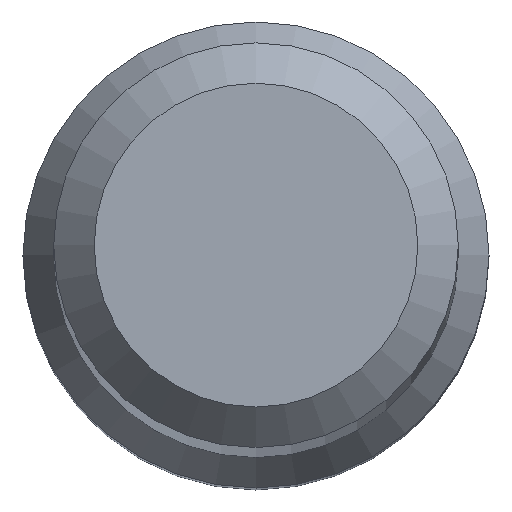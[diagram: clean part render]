
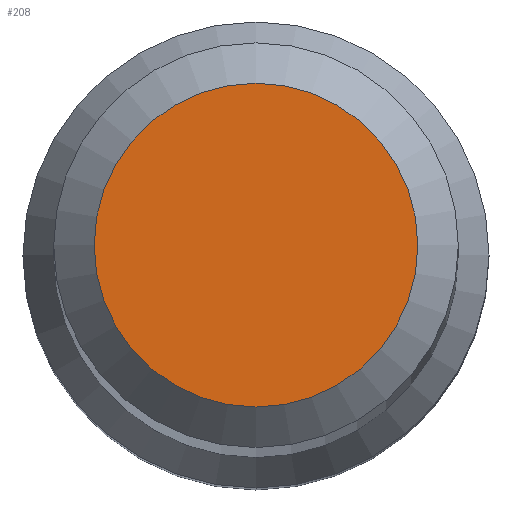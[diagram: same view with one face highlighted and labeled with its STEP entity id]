
A CAD part, top view. The second image highlights one B-rep face of the part: STEP entity #208.
In plain terms, the highlighted planar face has unit normal (0, 0, 1).
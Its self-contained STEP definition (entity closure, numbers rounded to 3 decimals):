
#56 = DIRECTION ( 'NONE',  ( 0., -1., 0. ) ) ;
#57 = CARTESIAN_POINT ( 'NONE',  ( 0., 0., 101. ) ) ;
#60 = EDGE_CURVE ( 'NONE', #79, #79, #226, .T. ) ;
#74 = DIRECTION ( 'NONE',  ( 0., 0., 1. ) ) ;
#79 = VERTEX_POINT ( 'NONE', #155 ) ;
#101 = EDGE_LOOP ( 'NONE', ( #144 ) ) ;
#118 = FACE_OUTER_BOUND ( 'NONE', #101, .T. ) ;
#142 = AXIS2_PLACEMENT_3D ( 'NONE', #57, #74, #56 ) ;
#144 = ORIENTED_EDGE ( 'NONE', *, *, #60, .F. ) ;
#146 = DIRECTION ( 'NONE',  ( 0., 0., -1. ) ) ;
#155 = CARTESIAN_POINT ( 'NONE',  ( 0., 2.4, 101. ) ) ;
#168 = CARTESIAN_POINT ( 'NONE',  ( 0., 0., 101. ) ) ;
#187 = DIRECTION ( 'NONE',  ( 0., 1., 0. ) ) ;
#208 = ADVANCED_FACE ( 'NONE', ( #118 ), #230, .T. ) ;
#221 = AXIS2_PLACEMENT_3D ( 'NONE', #168, #146, #187 ) ;
#226 = CIRCLE ( 'NONE', #221, 2.4 ) ;
#230 = PLANE ( 'NONE',  #142 ) ;
